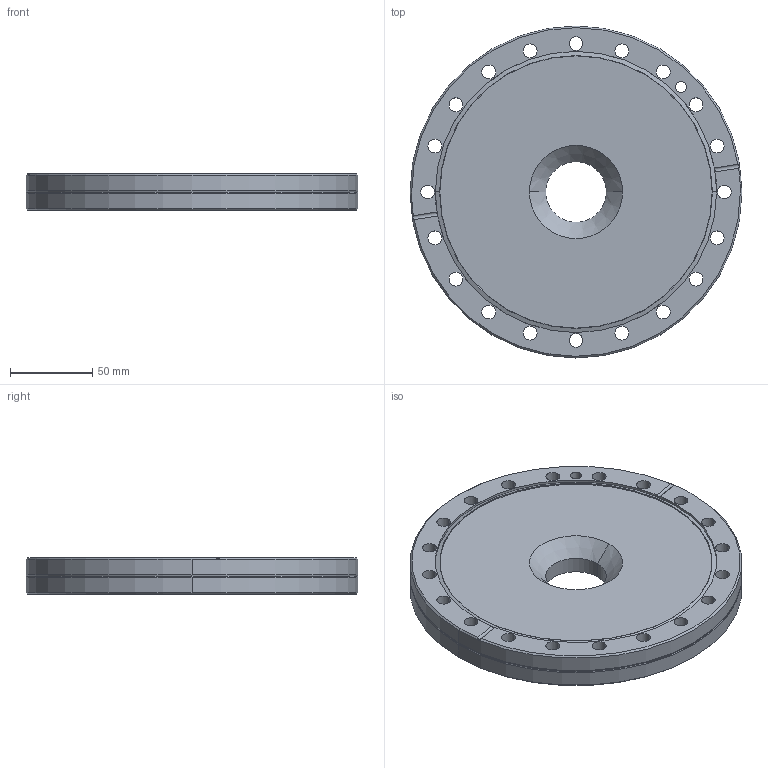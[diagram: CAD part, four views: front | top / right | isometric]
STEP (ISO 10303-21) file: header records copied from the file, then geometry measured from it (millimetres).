
FILE_DESCRIPTION (( 'STEP AP214' ), '1' );
FILE_NAME ('480FLR160-040.step', '2017-07-10T04:58:45', ( 'install' ), ( '' ), 'SwSTEP 2.0', 'SolidWorks 2015', '' );
FILE_SCHEMA (( 'AUTOMOTIVE_DESIGN' ));
Length unit declared in the file: millimetre
Products named in the file (1): 480FLR160-040
Bounding box: 202.4 x 202.4 x 22.2 mm (x, y, z)
Volume: 628703.8 mm3; surface area: 90075.4 mm2
Topology: 1 solids, 1 shells, 109 faces, 282 edges, 170 vertices
Faces by surface type: cylinder 68, cone 26, torus 8, plane 5, sphere 2
Entity records: 3648 total; most frequent: DIRECTION 650, CARTESIAN_POINT 644, ORIENTED_EDGE 540, AXIS2_PLACEMENT_3D 276, EDGE_CURVE 270, VERTEX_POINT 170, CIRCLE 166, EDGE_LOOP 160
